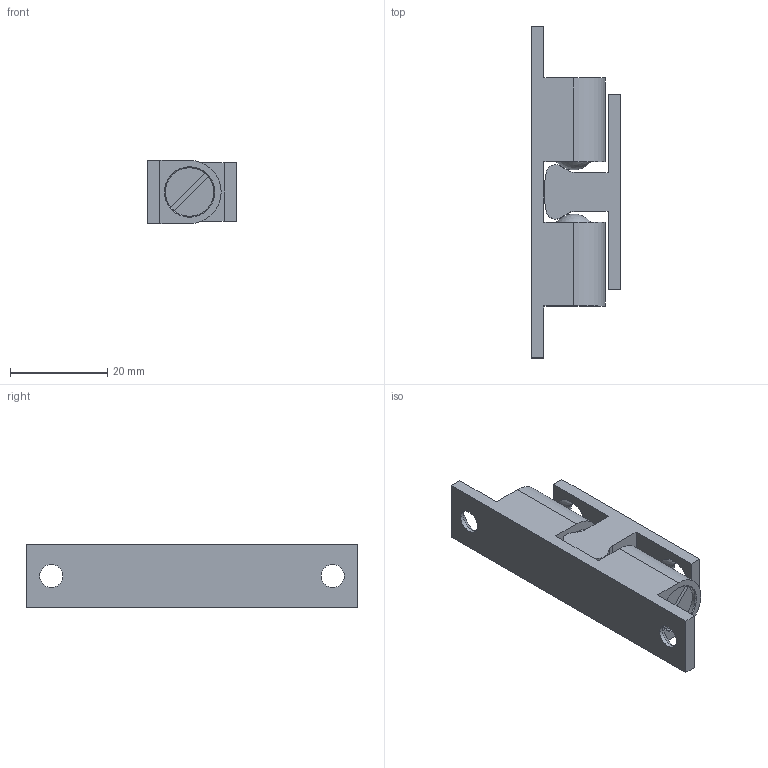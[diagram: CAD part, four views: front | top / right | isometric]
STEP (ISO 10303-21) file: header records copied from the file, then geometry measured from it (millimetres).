
FILE_DESCRIPTION (( 'STEP AP203' ), '1' );
FILE_NAME ('151158.step', '2021-06-03T16:29:55', ( '' ), ( '' ), 'SwSTEP 2.0', 'SolidWorks 2021', '' );
FILE_SCHEMA (( 'CONFIG_CONTROL_DESIGN' ));
Length unit declared in the file: millimetre
Products named in the file (1): 151158
Bounding box: 18.2 x 68.4 x 13 mm (x, y, z)
Volume: 9483.3 mm3; surface area: 6086.2 mm2
Topology: 4 solids, 4 shells, 80 faces, 208 edges, 132 vertices
Faces by surface type: plane 35, cylinder 25, cone 12, sphere 8
Entity records: 2469 total; most frequent: DIRECTION 444, CARTESIAN_POINT 405, ORIENTED_EDGE 392, EDGE_CURVE 196, AXIS2_PLACEMENT_3D 167, VERTEX_POINT 128, VECTOR 110, LINE 110
